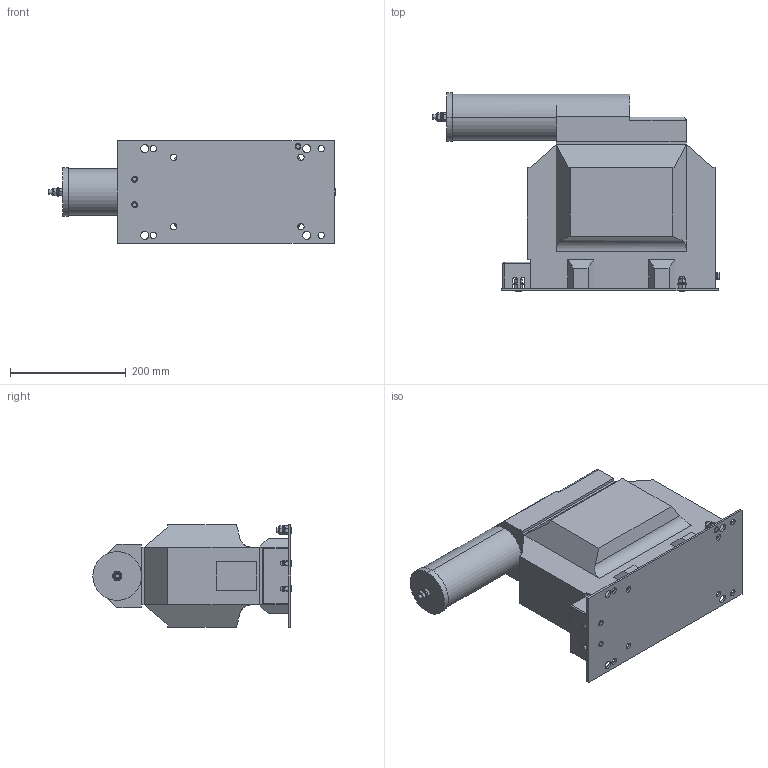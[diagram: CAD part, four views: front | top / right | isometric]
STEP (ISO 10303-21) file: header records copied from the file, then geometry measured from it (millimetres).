
FILE_DESCRIPTION (( 'STEP AP214' ), '1' );
FILE_NAME ('ﾍﾈﾎﾋ-ﾑﾒ-3-3ﾌﾏ_ﾍﾈﾎﾋ-ﾑﾒ-6-3ﾌﾏ_ﾍﾈﾎﾋ-ﾑﾒ-10-3ﾌﾏ.STEP', '2023-08-10T18:52:38', ( '' ), ( '' ), 'SwSTEP 2.0', 'SolidWorks 2019', '' );
FILE_SCHEMA (( 'AUTOMOTIVE_DESIGN' ));
Length unit declared in the file: millimetre
Products named in the file (1): 虯恂-旂-3-3昑_虯恂-旂-6-3昑_虯恂-旂-10-3昑
Bounding box: 495.5 x 342.6 x 178 mm (x, y, z)
Volume: 12958698.2 mm3; surface area: 506734.9 mm2
Topology: 36 solids, 36 shells, 939 faces, 2394 edges, 1556 vertices
Faces by surface type: plane 513, cylinder 201, cone 131, bspline 72, torus 16, sphere 6
Entity records: 42749 total; most frequent: CARTESIAN_POINT 9713, ORIENTED_EDGE 4776, DIRECTION 4374, EDGE_CURVE 2388, VERTEX_POINT 1556, AXIS2_PLACEMENT_3D 1544, VECTOR 1286, LINE 1286
